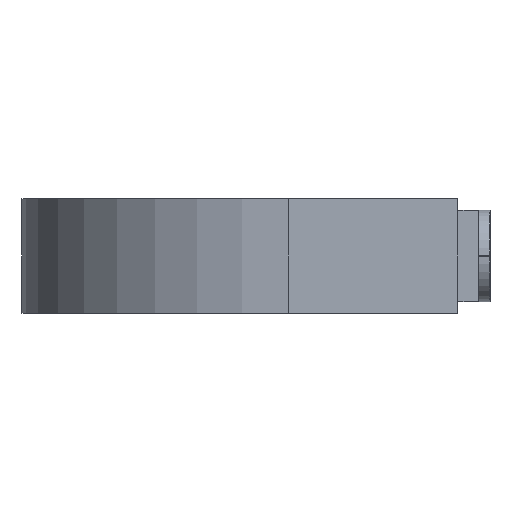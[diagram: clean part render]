
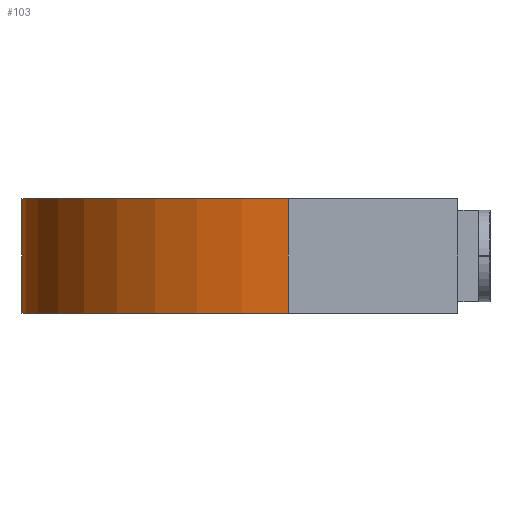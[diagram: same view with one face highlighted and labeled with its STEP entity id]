
A CAD part, left-side view. The second image highlights one B-rep face of the part: STEP entity #103.
In plain terms, the highlighted cylindrical face has radius 58 mm (diameter 116 mm), a partial arc.
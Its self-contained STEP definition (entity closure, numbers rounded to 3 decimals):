
#103 = ADVANCED_FACE( '', ( #176 ), #177, .T. );
#176 = FACE_OUTER_BOUND( '', #260, .T. );
#177 = CYLINDRICAL_SURFACE( '', #261, 58. );
#260 = EDGE_LOOP( '', ( #510, #511, #512, #513 ) );
#261 = AXIS2_PLACEMENT_3D( '', #514, #515, #516 );
#510 = ORIENTED_EDGE( '', *, *, #672, .T. );
#511 = ORIENTED_EDGE( '', *, *, #673, .F. );
#512 = ORIENTED_EDGE( '', *, *, #674, .F. );
#513 = ORIENTED_EDGE( '', *, *, #675, .T. );
#514 = CARTESIAN_POINT( '', ( 0., 44., 12.5 ) );
#515 = DIRECTION( '', ( 0., 0., 1. ) );
#516 = DIRECTION( '', ( -1., 0., 0. ) );
#672 = EDGE_CURVE( '', #824, #825, #826, .T. );
#673 = EDGE_CURVE( '', #827, #825, #828, .T. );
#674 = EDGE_CURVE( '', #829, #827, #830, .T. );
#675 = EDGE_CURVE( '', #829, #824, #831, .T. );
#824 = VERTEX_POINT( '', #1048 );
#825 = VERTEX_POINT( '', #1049 );
#826 = CIRCLE( '', #1050, 58. );
#827 = VERTEX_POINT( '', #1051 );
#828 = LINE( '', #1052, #1053 );
#829 = VERTEX_POINT( '', #1054 );
#830 = CIRCLE( '', #1055, 58. );
#831 = LINE( '', #1056, #1057 );
#1048 = CARTESIAN_POINT( '', ( 58., 44., -12.5 ) );
#1049 = CARTESIAN_POINT( '', ( -58., 44., -12.5 ) );
#1050 = AXIS2_PLACEMENT_3D( '', #1224, #1225, #1226 );
#1051 = CARTESIAN_POINT( '', ( -58., 44., 12.5 ) );
#1052 = CARTESIAN_POINT( '', ( -58., 44., 12.5 ) );
#1053 = VECTOR( '', #1227, 1000. );
#1054 = CARTESIAN_POINT( '', ( 58., 44., 12.5 ) );
#1055 = AXIS2_PLACEMENT_3D( '', #1228, #1229, #1230 );
#1056 = CARTESIAN_POINT( '', ( 58., 44., 12.5 ) );
#1057 = VECTOR( '', #1231, 1000. );
#1224 = CARTESIAN_POINT( '', ( 0., 44., -12.5 ) );
#1225 = DIRECTION( '', ( 0., 0., 1. ) );
#1226 = DIRECTION( '', ( 1., 0., 0. ) );
#1227 = DIRECTION( '', ( 0., 0., -1. ) );
#1228 = CARTESIAN_POINT( '', ( 0., 44., 12.5 ) );
#1229 = DIRECTION( '', ( 0., 0., 1. ) );
#1230 = DIRECTION( '', ( 1., 0., 0. ) );
#1231 = DIRECTION( '', ( 0., 0., -1. ) );
